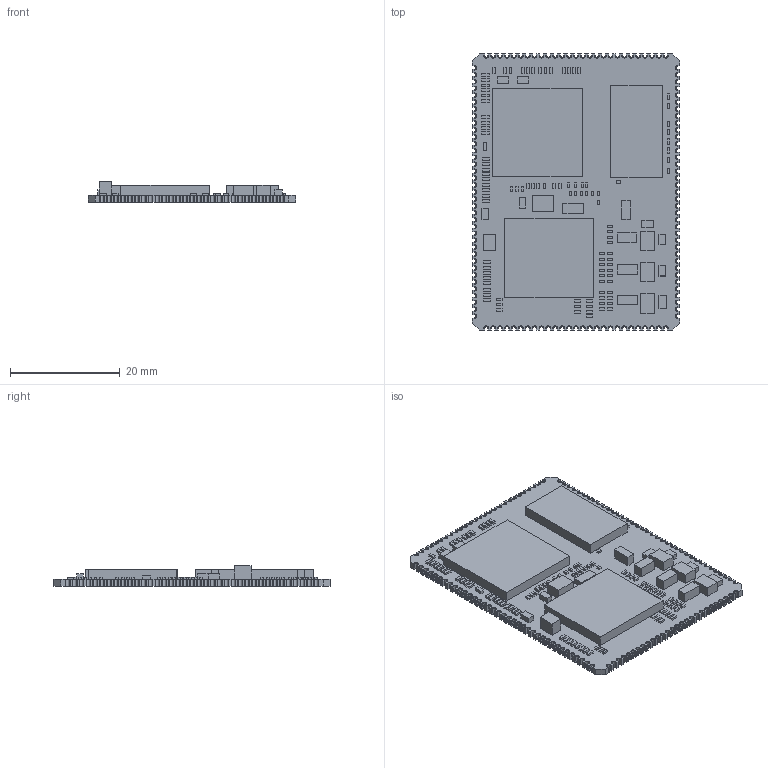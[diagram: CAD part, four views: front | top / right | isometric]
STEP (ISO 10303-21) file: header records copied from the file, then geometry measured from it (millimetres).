
FILE_DESCRIPTION(('FreeCAD Model'),'2;1');
FILE_NAME('Open CASCADE Shape Model','2025-04-28T07:18:37',('FreeCAD'),( 'FreeCAD'),'Open CASCADE STEP processor 7.6','FreeCAD','Unknown');
FILE_SCHEMA(('AUTOMOTIVE_DESIGN { 1 0 10303 214 1 1 1 1 }'));
Products named in the file (1): Open CASCADE STEP translator 7.6 1
Bounding box: 37.77 x 50.35 x 3.79 mm (x, y, z)
Surface area: 6431.9 mm2 (no closed solid volume)
Topology: 0 solids, 2481 shells, 2481 faces, 18528 edges, 18528 vertices
Faces by surface type: bspline 2481
Entity records: 163345 total; most frequent: CARTESIAN_POINT 75817, ORIENTED_EDGE 18528, EDGE_CURVE 18528, VERTEX_POINT 18528, B_SPLINE_CURVE_WITH_KNOTS 17538, SHELL_BASED_SURFACE_MODEL 2481, OPEN_SHELL 2481, ADVANCED_FACE 2481
